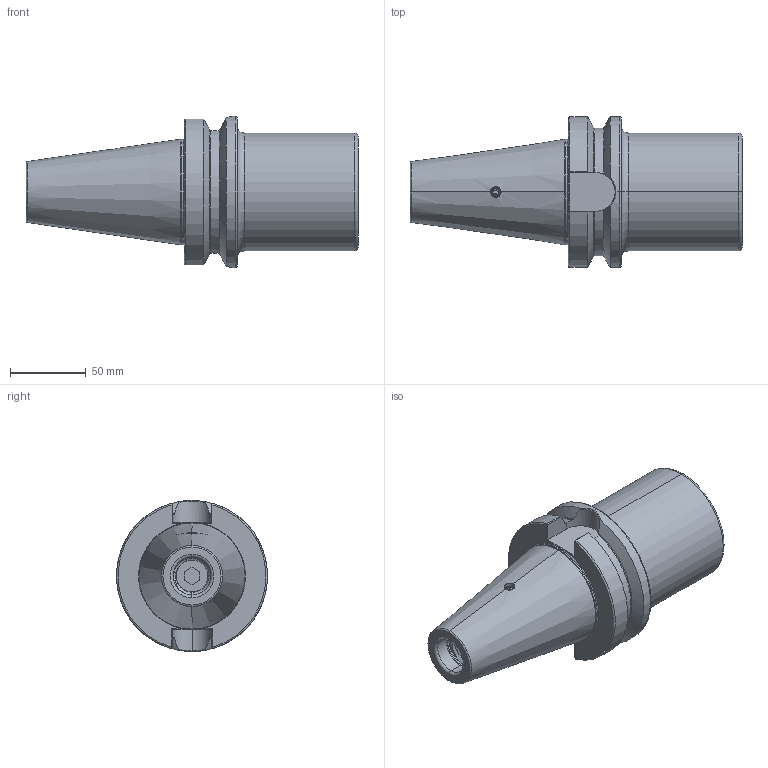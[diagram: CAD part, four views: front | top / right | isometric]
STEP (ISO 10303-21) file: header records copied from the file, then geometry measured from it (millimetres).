
FILE_DESCRIPTION (( 'STEP AP203' ), '1' );
FILE_NAME ('505.08.05A.STEP', '2016-11-26T01:14:26', ( '' ), ( '' ), 'SwSTEP 2.0', 'SolidWorks 2012', '' );
FILE_SCHEMA (( 'CONFIG_CONTROL_DESIGN' ));
Products named in the file (5): 505.08.05A; 2-02.000.0060100C2_M6xP01-10L; 102.08.05_M20xP2.5-50L; 2-41371009AF_M36xP1.5_14L
Assembly tree (4 placements, depth 2):
  505.08.05A
    505.08.05A
    102.08.05_M20xP2.5-50L
    2-41371009AF_M36xP1.5_14L
    2-02.000.0060100C2_M6xP01-10L
Bounding box: 219.8 x 100 x 100 mm (x, y, z)
Volume: 633297.8 mm3; surface area: 104567.5 mm2
Topology: 4 solids, 4 shells, 407 faces, 1078 edges, 684 vertices
Faces by surface type: cylinder 181, plane 77, bspline 58, cone 50, torus 41
Entity records: 65953 total; most frequent: CARTESIAN_POINT 56741, ORIENTED_EDGE 2152, DIRECTION 1478, EDGE_CURVE 1076, VERTEX_POINT 684, AXIS2_PLACEMENT_3D 568, EDGE_LOOP 420, FACE_OUTER_BOUND 407
